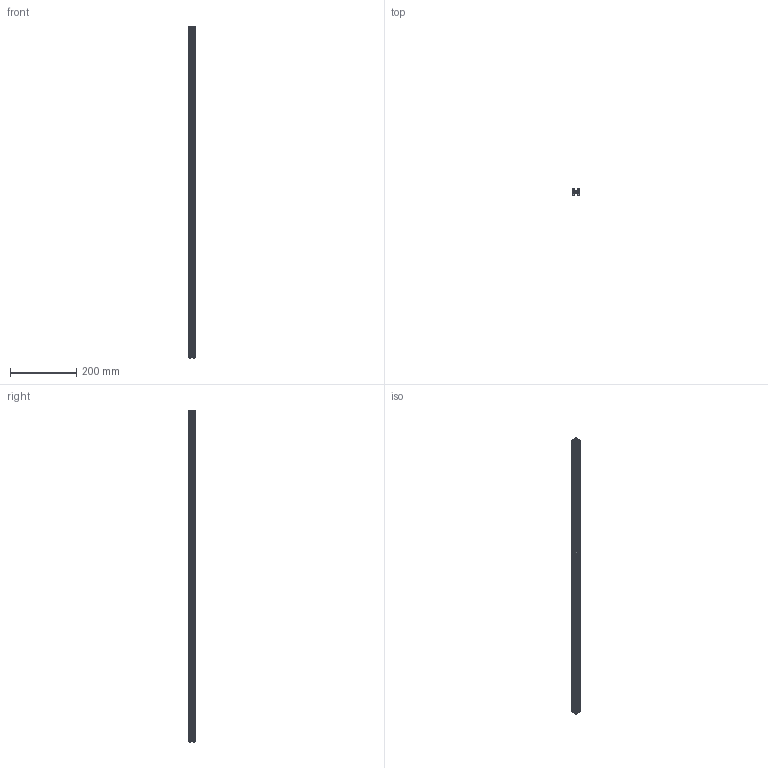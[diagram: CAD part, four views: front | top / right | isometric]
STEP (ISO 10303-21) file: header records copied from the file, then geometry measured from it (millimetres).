
FILE_DESCRIPTION(('STEP AP214'), '1');
FILE_NAME('2020', '', ('UNSPECIFIED'), ('UNSPECIFIED'), 'ASCON STEP Converter 1.6', 'ASCON Math Kernel', '');
FILE_SCHEMA(('AUTOMOTIVE_DESIGN { 1 0 10303 214 3 1 1}'));
Length unit declared in the file: millimetre
Bounding box: 20 x 20 x 1000 mm (x, y, z)
Volume: 160352.4 mm3; surface area: 167118.7 mm2
Topology: 1 solids, 1 shells, 106 faces, 312 edges, 208 vertices
Faces by surface type: plane 62, cylinder 44
Full cylindrical faces by diameter (mm): 5 x1
Entity records: 4430 total; most frequent: CARTESIAN_POINT 626, ORIENTED_EDGE 622, DIRECTION 613, EDGE_CURVE 311, LINE 223, VECTOR 223, VERTEX_POINT 208, AXIS2_PLACEMENT_3D 195
